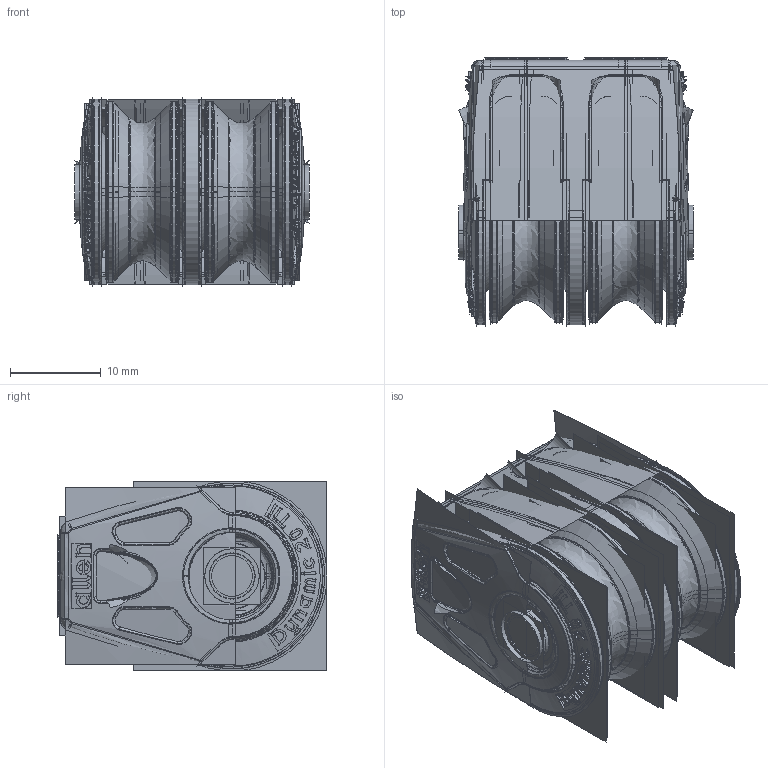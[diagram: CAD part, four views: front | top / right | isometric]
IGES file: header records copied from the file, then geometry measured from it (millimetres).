
Start section:  PTC IGES file: a2022tiihl.igs
Global section: file name: a2022tiihl.igs; native system: Creo Parametric by PTC Inc.; preprocessor: 2022164; author: Student; organization: Unknown; date: 20221221.101828; units: millimetre
Bounding box: 25.92 x 29.79 x 20.95 mm (x, y, z)
Surface area: 38698.2 mm2 (no closed solid volume)
Topology: 0 solids, 0 shells, 2648 faces, 37061 edges, 48050 vertices
Faces by surface type: revolution 1106, bspline 888, extrusion 654
